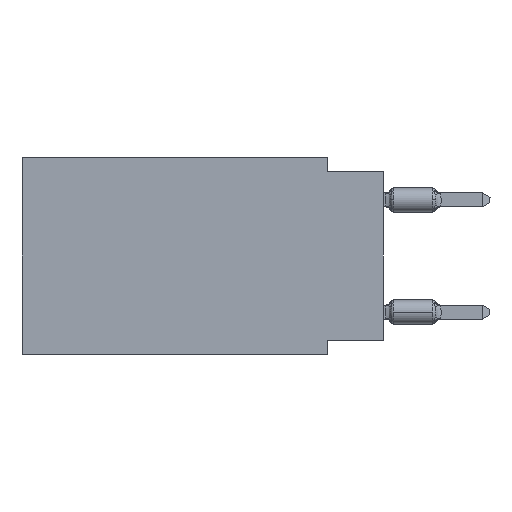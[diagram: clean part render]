
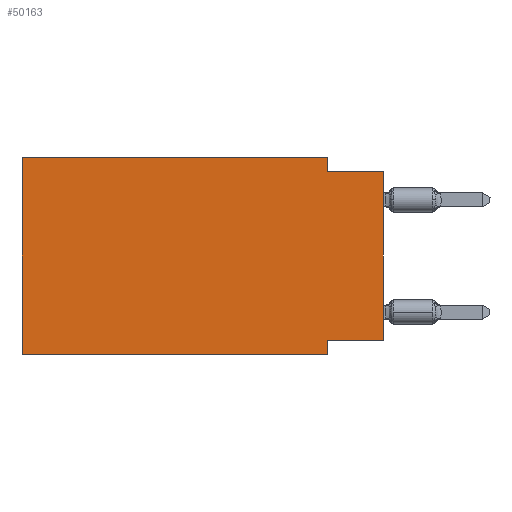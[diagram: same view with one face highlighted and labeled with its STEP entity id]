
A CAD part, left-side view. The second image highlights one B-rep face of the part: STEP entity #50163.
In plain terms, the highlighted planar face has unit normal (-1, 0, 0).
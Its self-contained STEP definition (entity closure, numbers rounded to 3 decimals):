
#6 = DIRECTION ( 'NONE',  ( 0., 0., -1. ) ) ;
#3539 = CARTESIAN_POINT ( 'NONE',  ( 0., 16.383, -8.89 ) ) ;
#3834 = VECTOR ( 'NONE', #8397, 1000. ) ;
#3912 = CARTESIAN_POINT ( 'NONE',  ( 0., 0., -0.635 ) ) ;
#4146 = VERTEX_POINT ( 'NONE', #8353 ) ;
#4210 = DIRECTION ( 'NONE',  ( 0., 0., 1. ) ) ;
#7337 = EDGE_CURVE ( 'NONE', #23223, #42907, #41167, .T. ) ;
#7757 = VECTOR ( 'NONE', #49426, 1000. ) ;
#7894 = AXIS2_PLACEMENT_3D ( 'NONE', #32643, #24571, #10802 ) ;
#8353 = CARTESIAN_POINT ( 'NONE',  ( 0., 2.54, -8.255 ) ) ;
#8397 = DIRECTION ( 'NONE',  ( 0., -1., 0. ) ) ;
#9087 = CARTESIAN_POINT ( 'NONE',  ( 0., 0., 0. ) ) ;
#10520 = ORIENTED_EDGE ( 'NONE', *, *, #47780, .F. ) ;
#10802 = DIRECTION ( 'NONE',  ( 0., 0., -1. ) ) ;
#14476 = LINE ( 'NONE', #18779, #39931 ) ;
#15215 = CARTESIAN_POINT ( 'NONE',  ( 0., 16.383, -8.89 ) ) ;
#15948 = FACE_OUTER_BOUND ( 'NONE', #49150, .T. ) ;
#17243 = ORIENTED_EDGE ( 'NONE', *, *, #29920, .F. ) ;
#17987 = LINE ( 'NONE', #9087, #49239 ) ;
#18779 = CARTESIAN_POINT ( 'NONE',  ( 0., 16.383, 0. ) ) ;
#19320 = CARTESIAN_POINT ( 'NONE',  ( 0., 2.54, 0. ) ) ;
#20293 = CARTESIAN_POINT ( 'NONE',  ( 0., 16.383, 0. ) ) ;
#20357 = VERTEX_POINT ( 'NONE', #15215 ) ;
#20425 = VECTOR ( 'NONE', #41725, 1000. ) ;
#20666 = ORIENTED_EDGE ( 'NONE', *, *, #37625, .T. ) ;
#21354 = CARTESIAN_POINT ( 'NONE',  ( 0., 0., -0.635 ) ) ;
#21639 = DIRECTION ( 'NONE',  ( 0., -1., 0. ) ) ;
#21829 = ORIENTED_EDGE ( 'NONE', *, *, #7337, .F. ) ;
#22076 = VERTEX_POINT ( 'NONE', #3912 ) ;
#22373 = EDGE_CURVE ( 'NONE', #20357, #56297, #38873, .T. ) ;
#23223 = VERTEX_POINT ( 'NONE', #51773 ) ;
#24137 = LINE ( 'NONE', #53748, #7757 ) ;
#24251 = CARTESIAN_POINT ( 'NONE',  ( 0., 2.54, -0.635 ) ) ;
#24571 = DIRECTION ( 'NONE',  ( 1., 0., 0. ) ) ;
#29180 = EDGE_CURVE ( 'NONE', #4146, #56297, #51430, .T. ) ;
#29920 = EDGE_CURVE ( 'NONE', #42907, #22076, #30543, .T. ) ;
#30543 = LINE ( 'NONE', #21354, #47565 ) ;
#31393 = ORIENTED_EDGE ( 'NONE', *, *, #38651, .F. ) ;
#32221 = VERTEX_POINT ( 'NONE', #37971 ) ;
#32643 = CARTESIAN_POINT ( 'NONE',  ( 0., 16.383, 0. ) ) ;
#34059 = ORIENTED_EDGE ( 'NONE', *, *, #22373, .T. ) ;
#34675 = VECTOR ( 'NONE', #51920, 1000. ) ;
#37625 = EDGE_CURVE ( 'NONE', #32221, #22076, #17987, .T. ) ;
#37971 = CARTESIAN_POINT ( 'NONE',  ( 0., 0., -8.255 ) ) ;
#38165 = LINE ( 'NONE', #54632, #34675 ) ;
#38651 = EDGE_CURVE ( 'NONE', #32221, #4146, #38165, .T. ) ;
#38873 = LINE ( 'NONE', #3539, #3834 ) ;
#39931 = VECTOR ( 'NONE', #53835, 1000. ) ;
#40603 = CARTESIAN_POINT ( 'NONE',  ( 0., 2.54, -8.89 ) ) ;
#41167 = LINE ( 'NONE', #19320, #20425 ) ;
#41725 = DIRECTION ( 'NONE',  ( 0., 0., -1. ) ) ;
#41878 = ORIENTED_EDGE ( 'NONE', *, *, #29180, .F. ) ;
#42521 = VERTEX_POINT ( 'NONE', #20293 ) ;
#42907 = VERTEX_POINT ( 'NONE', #24251 ) ;
#47115 = EDGE_CURVE ( 'NONE', #42521, #23223, #24137, .T. ) ;
#47565 = VECTOR ( 'NONE', #21639, 1000. ) ;
#47696 = CARTESIAN_POINT ( 'NONE',  ( 0., 2.54, -8.89 ) ) ;
#47780 = EDGE_CURVE ( 'NONE', #20357, #42521, #14476, .T. ) ;
#49150 = EDGE_LOOP ( 'NONE', ( #20666, #17243, #21829, #52914, #10520, #34059, #41878, #31393 ) ) ;
#49239 = VECTOR ( 'NONE', #4210, 1000. ) ;
#49426 = DIRECTION ( 'NONE',  ( 0., -1., 0. ) ) ;
#50163 = ADVANCED_FACE ( 'NONE', ( #15948 ), #50711, .F. ) ;
#50711 = PLANE ( 'NONE',  #7894 ) ;
#51430 = LINE ( 'NONE', #47696, #52913 ) ;
#51773 = CARTESIAN_POINT ( 'NONE',  ( 0., 2.54, 0. ) ) ;
#51920 = DIRECTION ( 'NONE',  ( 0., 1., 0. ) ) ;
#52913 = VECTOR ( 'NONE', #6, 1000. ) ;
#52914 = ORIENTED_EDGE ( 'NONE', *, *, #47115, .F. ) ;
#53748 = CARTESIAN_POINT ( 'NONE',  ( 0., 16.383, 0. ) ) ;
#53835 = DIRECTION ( 'NONE',  ( 0., 0., 1. ) ) ;
#54632 = CARTESIAN_POINT ( 'NONE',  ( 0., 0., -8.255 ) ) ;
#56297 = VERTEX_POINT ( 'NONE', #40603 ) ;
